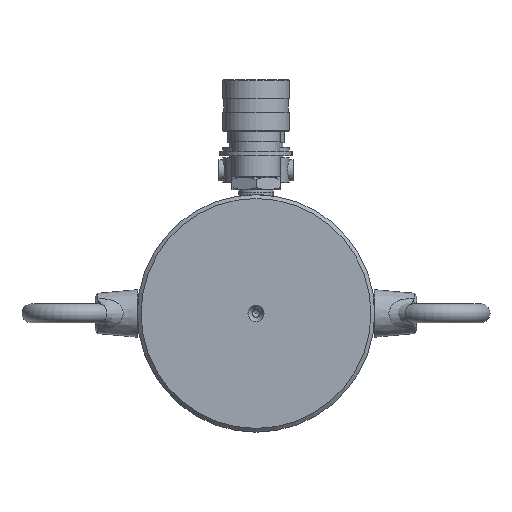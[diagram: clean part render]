
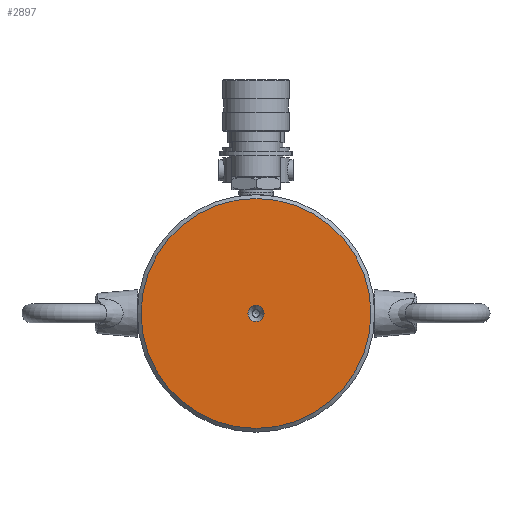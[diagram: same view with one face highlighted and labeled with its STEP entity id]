
A CAD part, front view. The second image highlights one B-rep face of the part: STEP entity #2897.
In plain terms, the highlighted planar face has unit normal (0, -1, 0).
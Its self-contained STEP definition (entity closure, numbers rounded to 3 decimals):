
#467 = PLANE ( 'NONE',  #15183 ) ;
#1651 = DIRECTION ( 'NONE',  ( 0., 0., 1. ) ) ;
#2395 = CARTESIAN_POINT ( 'NONE',  ( 0., 0., 0. ) ) ;
#2897 = ADVANCED_FACE ( 'NONE', ( #14412, #13081 ), #467, .F. ) ;
#3080 = VERTEX_POINT ( 'NONE', #7491 ) ;
#7491 = CARTESIAN_POINT ( 'NONE',  ( 0., 0., 60.5 ) ) ;
#8213 = CIRCLE ( 'NONE', #19359, 4.25 ) ;
#8388 = CIRCLE ( 'NONE', #11593, 60.5 ) ;
#9187 = DIRECTION ( 'NONE',  ( 0., 0., -1. ) ) ;
#9995 = CARTESIAN_POINT ( 'NONE',  ( 0., 0., 0. ) ) ;
#10451 = DIRECTION ( 'NONE',  ( 0., 1., 0. ) ) ;
#11593 = AXIS2_PLACEMENT_3D ( 'NONE', #9995, #18716, #1651 ) ;
#12118 = VERTEX_POINT ( 'NONE', #16143 ) ;
#12407 = EDGE_CURVE ( 'NONE', #3080, #3080, #8388, .T. ) ;
#12438 = DIRECTION ( 'NONE',  ( 0., -1., 0. ) ) ;
#13081 = FACE_OUTER_BOUND ( 'NONE', #16880, .T. ) ;
#13483 = EDGE_LOOP ( 'NONE', ( #19266 ) ) ;
#14412 = FACE_BOUND ( 'NONE', #13483, .T. ) ;
#15183 = AXIS2_PLACEMENT_3D ( 'NONE', #20604, #10451, #15686 ) ;
#15686 = DIRECTION ( 'NONE',  ( 0., 0., 1. ) ) ;
#16143 = CARTESIAN_POINT ( 'NONE',  ( 0., 0., -4.25 ) ) ;
#16880 = EDGE_LOOP ( 'NONE', ( #21730 ) ) ;
#17969 = EDGE_CURVE ( 'NONE', #12118, #12118, #8213, .T. ) ;
#18716 = DIRECTION ( 'NONE',  ( 0., -1., 0. ) ) ;
#19266 = ORIENTED_EDGE ( 'NONE', *, *, #17969, .F. ) ;
#19359 = AXIS2_PLACEMENT_3D ( 'NONE', #2395, #12438, #9187 ) ;
#20604 = CARTESIAN_POINT ( 'NONE',  ( 0., 0., 0. ) ) ;
#21730 = ORIENTED_EDGE ( 'NONE', *, *, #12407, .T. ) ;
